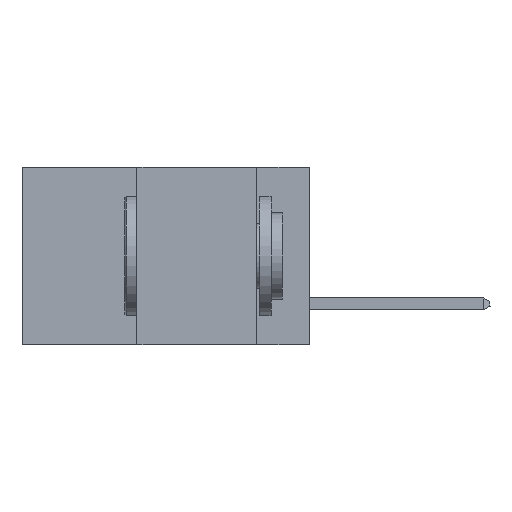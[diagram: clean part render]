
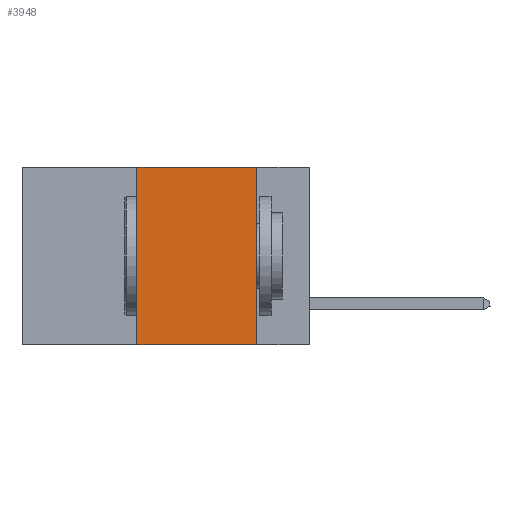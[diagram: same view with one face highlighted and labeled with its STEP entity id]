
A CAD part, left-side view. The second image highlights one B-rep face of the part: STEP entity #3948.
In plain terms, the highlighted planar face has unit normal (-1, 0, 0).
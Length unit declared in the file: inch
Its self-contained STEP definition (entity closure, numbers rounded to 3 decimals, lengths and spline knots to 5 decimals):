
#2436 = ORIENTED_EDGE ( 'NONE', *, *, #25803, .T. ) ;
#3948 = ADVANCED_FACE ( 'NONE', ( #45680 ), #31101, .F. ) ;
#4621 = DIRECTION ( 'NONE',  ( 0., 0., -1. ) ) ;
#4689 = VECTOR ( 'NONE', #14218, 39.37008 ) ;
#4864 = VERTEX_POINT ( 'NONE', #7143 ) ;
#7143 = CARTESIAN_POINT ( 'NONE',  ( 0., 0.36, -0.37 ) ) ;
#8762 = LINE ( 'NONE', #36548, #4689 ) ;
#11223 = VECTOR ( 'NONE', #29393, 39.37008 ) ;
#12432 = LINE ( 'NONE', #17875, #35749 ) ;
#14218 = DIRECTION ( 'NONE',  ( 0., 0., -1. ) ) ;
#15676 = DIRECTION ( 'NONE',  ( 1., 0., 0. ) ) ;
#17875 = CARTESIAN_POINT ( 'NONE',  ( 0., 0.6, 0. ) ) ;
#19952 = CARTESIAN_POINT ( 'NONE',  ( 0., 0.6, 0. ) ) ;
#21993 = CARTESIAN_POINT ( 'NONE',  ( 0., 0.36, 0. ) ) ;
#23015 = EDGE_CURVE ( 'NONE', #40001, #38306, #8762, .T. ) ;
#24891 = AXIS2_PLACEMENT_3D ( 'NONE', #19952, #15676, #4621 ) ;
#25803 = EDGE_CURVE ( 'NONE', #4864, #38306, #42773, .T. ) ;
#26301 = ORIENTED_EDGE ( 'NONE', *, *, #23015, .F. ) ;
#28062 = EDGE_CURVE ( 'NONE', #4864, #35349, #40737, .T. ) ;
#29393 = DIRECTION ( 'NONE',  ( 0., 0., 1. ) ) ;
#29518 = DIRECTION ( 'NONE',  ( 0., -1., 0. ) ) ;
#30553 = CARTESIAN_POINT ( 'NONE',  ( 0., 0.11, -0.37 ) ) ;
#30593 = DIRECTION ( 'NONE',  ( 0., -1., 0. ) ) ;
#31101 = PLANE ( 'NONE',  #24891 ) ;
#34185 = ORIENTED_EDGE ( 'NONE', *, *, #28062, .F. ) ;
#35349 = VERTEX_POINT ( 'NONE', #41286 ) ;
#35749 = VECTOR ( 'NONE', #29518, 39.37008 ) ;
#36548 = CARTESIAN_POINT ( 'NONE',  ( 0., 0.11, 0. ) ) ;
#37261 = EDGE_LOOP ( 'NONE', ( #26301, #46464, #34185, #2436 ) ) ;
#38306 = VERTEX_POINT ( 'NONE', #30553 ) ;
#38563 = VECTOR ( 'NONE', #30593, 39.37008 ) ;
#38632 = CARTESIAN_POINT ( 'NONE',  ( 0., 0.11, 0. ) ) ;
#40001 = VERTEX_POINT ( 'NONE', #38632 ) ;
#40486 = EDGE_CURVE ( 'NONE', #35349, #40001, #12432, .T. ) ;
#40737 = LINE ( 'NONE', #21993, #11223 ) ;
#41286 = CARTESIAN_POINT ( 'NONE',  ( 0., 0.36, 0. ) ) ;
#41564 = CARTESIAN_POINT ( 'NONE',  ( 0., 0.6, -0.37 ) ) ;
#42773 = LINE ( 'NONE', #41564, #38563 ) ;
#45680 = FACE_OUTER_BOUND ( 'NONE', #37261, .T. ) ;
#46464 = ORIENTED_EDGE ( 'NONE', *, *, #40486, .F. ) ;
